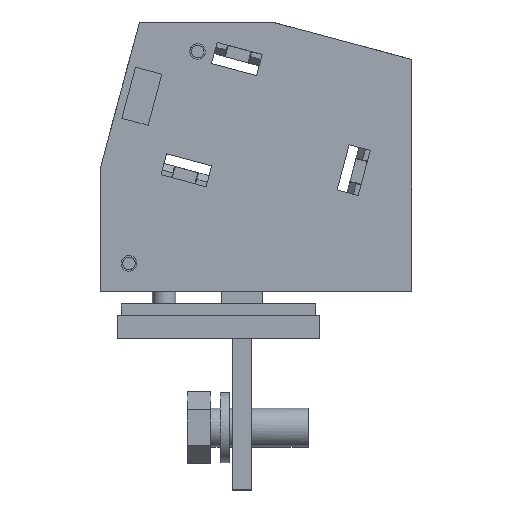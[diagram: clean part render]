
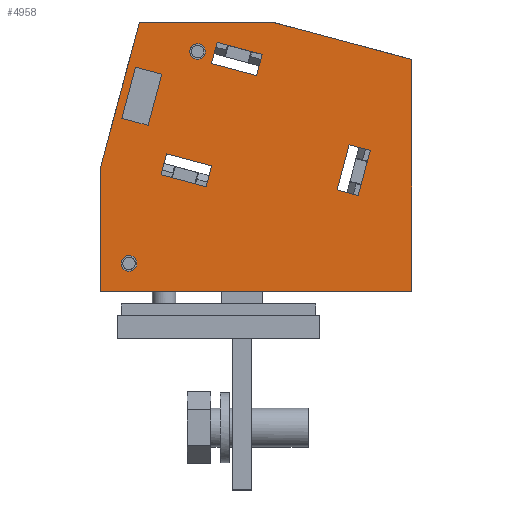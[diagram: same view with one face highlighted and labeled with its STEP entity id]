
A CAD part, left-side view. The second image highlights one B-rep face of the part: STEP entity #4958.
In plain terms, the highlighted planar face has unit normal (-1, 0, 0).
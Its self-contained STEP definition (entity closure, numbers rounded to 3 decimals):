
#4750=AXIS2_PLACEMENT_3D('Plane Axis2P3D',#4747,#4748,#4749) ;
#4924=AXIS2_PLACEMENT_3D('Circle Axis2P3D',#4922,#4923,$) ;
#4933=AXIS2_PLACEMENT_3D('Circle Axis2P3D',#4931,#4932,$) ;
#4942=AXIS2_PLACEMENT_3D('Circle Axis2P3D',#4940,#4941,$) ;
#4951=AXIS2_PLACEMENT_3D('Circle Axis2P3D',#4949,#4950,$) ;
#4032=CARTESIAN_POINT('Vertex',(3.6,0.,25.5)) ;
#4035=CARTESIAN_POINT('Line Origine',(3.6,20.,25.5)) ;
#4039=CARTESIAN_POINT('Vertex',(3.6,40.,25.5)) ;
#4731=CARTESIAN_POINT('Vertex',(3.6,0.,55.287)) ;
#4734=CARTESIAN_POINT('Line Origine',(3.6,0.,40.393)) ;
#4747=CARTESIAN_POINT('Axis2P3D Location',(3.6,21.8,25.5)) ;
#4752=CARTESIAN_POINT('Line Origine',(3.6,8.981,57.693)) ;
#4756=CARTESIAN_POINT('Vertex',(3.6,17.963,60.1)) ;
#4759=CARTESIAN_POINT('Line Origine',(3.6,26.463,60.1)) ;
#4763=CARTESIAN_POINT('Vertex',(3.6,34.963,60.1)) ;
#4766=CARTESIAN_POINT('Line Origine',(3.6,37.481,50.7)) ;
#4770=CARTESIAN_POINT('Vertex',(3.6,40.,41.3)) ;
#4773=CARTESIAN_POINT('Line Origine',(3.6,40.,33.4)) ;
#4786=CARTESIAN_POINT('Line Origine',(3.6,32.979,50.117)) ;
#4790=CARTESIAN_POINT('Vertex',(3.6,33.859,46.833)) ;
#4792=CARTESIAN_POINT('Vertex',(3.6,32.099,53.401)) ;
#4795=CARTESIAN_POINT('Line Origine',(3.6,35.549,47.286)) ;
#4799=CARTESIAN_POINT('Vertex',(3.6,37.24,47.739)) ;
#4802=CARTESIAN_POINT('Line Origine',(3.6,36.36,51.023)) ;
#4806=CARTESIAN_POINT('Vertex',(3.6,35.48,54.307)) ;
#4809=CARTESIAN_POINT('Line Origine',(3.6,33.789,53.854)) ;
#4820=CARTESIAN_POINT('Line Origine',(3.6,19.565,54.571)) ;
#4824=CARTESIAN_POINT('Vertex',(3.6,19.927,53.219)) ;
#4826=CARTESIAN_POINT('Vertex',(3.6,19.202,55.924)) ;
#4829=CARTESIAN_POINT('Line Origine',(3.6,22.825,53.995)) ;
#4833=CARTESIAN_POINT('Vertex',(3.6,25.722,54.772)) ;
#4836=CARTESIAN_POINT('Line Origine',(3.6,25.36,56.124)) ;
#4840=CARTESIAN_POINT('Vertex',(3.6,24.998,57.476)) ;
#4843=CARTESIAN_POINT('Line Origine',(3.6,22.1,56.7)) ;
#4854=CARTESIAN_POINT('Line Origine',(3.6,28.575,42.405)) ;
#4858=CARTESIAN_POINT('Vertex',(3.6,25.678,41.628)) ;
#4860=CARTESIAN_POINT('Vertex',(3.6,31.473,43.181)) ;
#4863=CARTESIAN_POINT('Line Origine',(3.6,26.04,40.276)) ;
#4867=CARTESIAN_POINT('Vertex',(3.6,26.402,38.924)) ;
#4870=CARTESIAN_POINT('Line Origine',(3.6,29.3,39.7)) ;
#4874=CARTESIAN_POINT('Vertex',(3.6,32.198,40.476)) ;
#4877=CARTESIAN_POINT('Line Origine',(3.6,31.835,41.829)) ;
#4888=CARTESIAN_POINT('Line Origine',(3.6,6.1,40.7)) ;
#4892=CARTESIAN_POINT('Vertex',(3.6,6.876,37.802)) ;
#4894=CARTESIAN_POINT('Vertex',(3.6,5.324,43.598)) ;
#4897=CARTESIAN_POINT('Line Origine',(3.6,8.229,38.165)) ;
#4901=CARTESIAN_POINT('Vertex',(3.6,9.581,38.527)) ;
#4904=CARTESIAN_POINT('Line Origine',(3.6,8.805,41.425)) ;
#4908=CARTESIAN_POINT('Vertex',(3.6,8.028,44.322)) ;
#4911=CARTESIAN_POINT('Line Origine',(3.6,6.676,43.96)) ;
#4922=CARTESIAN_POINT('Axis2P3D Location',(3.6,27.5,56.3)) ;
#4926=CARTESIAN_POINT('Vertex',(3.6,26.622,56.779)) ;
#4928=CARTESIAN_POINT('Vertex',(3.6,28.378,55.821)) ;
#4931=CARTESIAN_POINT('Axis2P3D Location',(3.6,27.5,56.3)) ;
#4940=CARTESIAN_POINT('Axis2P3D Location',(3.6,36.3,29.1)) ;
#4944=CARTESIAN_POINT('Vertex',(3.6,35.422,29.579)) ;
#4946=CARTESIAN_POINT('Vertex',(3.6,37.178,28.621)) ;
#4949=CARTESIAN_POINT('Axis2P3D Location',(3.6,36.3,29.1)) ;
#4036=DIRECTION('Vector Direction',(0.,1.,0.)) ;
#4735=DIRECTION('Vector Direction',(0.,0.,-1.)) ;
#4748=DIRECTION('Axis2P3D Direction',(1.,-0.,0.)) ;
#4749=DIRECTION('Axis2P3D XDirection',(0.,0.,-1.)) ;
#4753=DIRECTION('Vector Direction',(0.,-0.966,-0.259)) ;
#4760=DIRECTION('Vector Direction',(0.,-1.,0.)) ;
#4767=DIRECTION('Vector Direction',(0.,-0.259,0.966)) ;
#4774=DIRECTION('Vector Direction',(0.,0.,1.)) ;
#4787=DIRECTION('Vector Direction',(0.,0.259,-0.966)) ;
#4796=DIRECTION('Vector Direction',(0.,0.966,0.259)) ;
#4803=DIRECTION('Vector Direction',(0.,-0.259,0.966)) ;
#4810=DIRECTION('Vector Direction',(0.,-0.966,-0.259)) ;
#4821=DIRECTION('Vector Direction',(0.,0.259,-0.966)) ;
#4830=DIRECTION('Vector Direction',(0.,-0.966,-0.259)) ;
#4837=DIRECTION('Vector Direction',(0.,0.259,-0.966)) ;
#4844=DIRECTION('Vector Direction',(0.,-0.966,-0.259)) ;
#4855=DIRECTION('Vector Direction',(0.,-0.966,-0.259)) ;
#4864=DIRECTION('Vector Direction',(0.,-0.259,0.966)) ;
#4871=DIRECTION('Vector Direction',(0.,-0.966,-0.259)) ;
#4878=DIRECTION('Vector Direction',(0.,0.259,-0.966)) ;
#4889=DIRECTION('Vector Direction',(0.,0.259,-0.966)) ;
#4898=DIRECTION('Vector Direction',(0.,-0.966,-0.259)) ;
#4905=DIRECTION('Vector Direction',(0.,0.259,-0.966)) ;
#4912=DIRECTION('Vector Direction',(0.,-0.966,-0.259)) ;
#4923=DIRECTION('Axis2P3D Direction',(1.,-0.,0.)) ;
#4932=DIRECTION('Axis2P3D Direction',(1.,-0.,0.)) ;
#4941=DIRECTION('Axis2P3D Direction',(1.,-0.,0.)) ;
#4950=DIRECTION('Axis2P3D Direction',(1.,-0.,0.)) ;
#4037=VECTOR('Line Direction',#4036,1.) ;
#4736=VECTOR('Line Direction',#4735,1.) ;
#4754=VECTOR('Line Direction',#4753,1.) ;
#4761=VECTOR('Line Direction',#4760,1.) ;
#4768=VECTOR('Line Direction',#4767,1.) ;
#4775=VECTOR('Line Direction',#4774,1.) ;
#4788=VECTOR('Line Direction',#4787,1.) ;
#4797=VECTOR('Line Direction',#4796,1.) ;
#4804=VECTOR('Line Direction',#4803,1.) ;
#4811=VECTOR('Line Direction',#4810,1.) ;
#4822=VECTOR('Line Direction',#4821,1.) ;
#4831=VECTOR('Line Direction',#4830,1.) ;
#4838=VECTOR('Line Direction',#4837,1.) ;
#4845=VECTOR('Line Direction',#4844,1.) ;
#4856=VECTOR('Line Direction',#4855,1.) ;
#4865=VECTOR('Line Direction',#4864,1.) ;
#4872=VECTOR('Line Direction',#4871,1.) ;
#4879=VECTOR('Line Direction',#4878,1.) ;
#4890=VECTOR('Line Direction',#4889,1.) ;
#4899=VECTOR('Line Direction',#4898,1.) ;
#4906=VECTOR('Line Direction',#4905,1.) ;
#4913=VECTOR('Line Direction',#4912,1.) ;
#4779=ORIENTED_EDGE('',*,*,#4758,.F.) ;
#4780=ORIENTED_EDGE('',*,*,#4765,.F.) ;
#4781=ORIENTED_EDGE('',*,*,#4772,.F.) ;
#4782=ORIENTED_EDGE('',*,*,#4777,.F.) ;
#4783=ORIENTED_EDGE('',*,*,#4041,.F.) ;
#4784=ORIENTED_EDGE('',*,*,#4738,.F.) ;
#4815=ORIENTED_EDGE('',*,*,#4794,.F.) ;
#4816=ORIENTED_EDGE('',*,*,#4801,.F.) ;
#4817=ORIENTED_EDGE('',*,*,#4808,.F.) ;
#4818=ORIENTED_EDGE('',*,*,#4813,.F.) ;
#4849=ORIENTED_EDGE('',*,*,#4828,.F.) ;
#4850=ORIENTED_EDGE('',*,*,#4835,.F.) ;
#4851=ORIENTED_EDGE('',*,*,#4842,.F.) ;
#4852=ORIENTED_EDGE('',*,*,#4847,.F.) ;
#4883=ORIENTED_EDGE('',*,*,#4862,.F.) ;
#4884=ORIENTED_EDGE('',*,*,#4869,.F.) ;
#4885=ORIENTED_EDGE('',*,*,#4876,.F.) ;
#4886=ORIENTED_EDGE('',*,*,#4881,.F.) ;
#4917=ORIENTED_EDGE('',*,*,#4896,.F.) ;
#4918=ORIENTED_EDGE('',*,*,#4903,.F.) ;
#4919=ORIENTED_EDGE('',*,*,#4910,.F.) ;
#4920=ORIENTED_EDGE('',*,*,#4915,.F.) ;
#4937=ORIENTED_EDGE('',*,*,#4930,.F.) ;
#4938=ORIENTED_EDGE('',*,*,#4935,.F.) ;
#4955=ORIENTED_EDGE('',*,*,#4948,.F.) ;
#4956=ORIENTED_EDGE('',*,*,#4953,.F.) ;
#4819=FACE_BOUND('',#4814,.T.) ;
#4853=FACE_BOUND('',#4848,.T.) ;
#4887=FACE_BOUND('',#4882,.T.) ;
#4921=FACE_BOUND('',#4916,.T.) ;
#4939=FACE_BOUND('',#4936,.T.) ;
#4957=FACE_BOUND('',#4954,.T.) ;
#4958=ADVANCED_FACE('PRIMARY',(#4785,#4819,#4853,#4887,#4921,#4939,#4957),#4751,.F.) ;
#4925=CIRCLE('generated circle',#4924,1.) ;
#4934=CIRCLE('generated circle',#4933,1.) ;
#4943=CIRCLE('generated circle',#4942,1.) ;
#4952=CIRCLE('generated circle',#4951,1.) ;
#4041=EDGE_CURVE('',#4033,#4040,#4038,.T.) ;
#4738=EDGE_CURVE('',#4732,#4033,#4737,.T.) ;
#4758=EDGE_CURVE('',#4757,#4732,#4755,.T.) ;
#4765=EDGE_CURVE('',#4764,#4757,#4762,.T.) ;
#4772=EDGE_CURVE('',#4771,#4764,#4769,.T.) ;
#4777=EDGE_CURVE('',#4040,#4771,#4776,.T.) ;
#4794=EDGE_CURVE('',#4791,#4793,#4789,.F.) ;
#4801=EDGE_CURVE('',#4800,#4791,#4798,.F.) ;
#4808=EDGE_CURVE('',#4807,#4800,#4805,.F.) ;
#4813=EDGE_CURVE('',#4793,#4807,#4812,.F.) ;
#4828=EDGE_CURVE('',#4825,#4827,#4823,.F.) ;
#4835=EDGE_CURVE('',#4834,#4825,#4832,.T.) ;
#4842=EDGE_CURVE('',#4841,#4834,#4839,.T.) ;
#4847=EDGE_CURVE('',#4827,#4841,#4846,.F.) ;
#4862=EDGE_CURVE('',#4859,#4861,#4857,.F.) ;
#4869=EDGE_CURVE('',#4868,#4859,#4866,.T.) ;
#4876=EDGE_CURVE('',#4875,#4868,#4873,.T.) ;
#4881=EDGE_CURVE('',#4861,#4875,#4880,.T.) ;
#4896=EDGE_CURVE('',#4893,#4895,#4891,.F.) ;
#4903=EDGE_CURVE('',#4902,#4893,#4900,.T.) ;
#4910=EDGE_CURVE('',#4909,#4902,#4907,.T.) ;
#4915=EDGE_CURVE('',#4895,#4909,#4914,.F.) ;
#4930=EDGE_CURVE('',#4927,#4929,#4925,.F.) ;
#4935=EDGE_CURVE('',#4929,#4927,#4934,.F.) ;
#4948=EDGE_CURVE('',#4945,#4947,#4943,.F.) ;
#4953=EDGE_CURVE('',#4947,#4945,#4952,.F.) ;
#4778=EDGE_LOOP('',(#4779,#4780,#4781,#4782,#4783,#4784)) ;
#4814=EDGE_LOOP('',(#4815,#4816,#4817,#4818)) ;
#4848=EDGE_LOOP('',(#4849,#4850,#4851,#4852)) ;
#4882=EDGE_LOOP('',(#4883,#4884,#4885,#4886)) ;
#4916=EDGE_LOOP('',(#4917,#4918,#4919,#4920)) ;
#4936=EDGE_LOOP('',(#4937,#4938)) ;
#4954=EDGE_LOOP('',(#4955,#4956)) ;
#4785=FACE_OUTER_BOUND('',#4778,.T.) ;
#4038=LINE('Line',#4035,#4037) ;
#4737=LINE('Line',#4734,#4736) ;
#4755=LINE('Line',#4752,#4754) ;
#4762=LINE('Line',#4759,#4761) ;
#4769=LINE('Line',#4766,#4768) ;
#4776=LINE('Line',#4773,#4775) ;
#4789=LINE('Line',#4786,#4788) ;
#4798=LINE('Line',#4795,#4797) ;
#4805=LINE('Line',#4802,#4804) ;
#4812=LINE('Line',#4809,#4811) ;
#4823=LINE('Line',#4820,#4822) ;
#4832=LINE('Line',#4829,#4831) ;
#4839=LINE('Line',#4836,#4838) ;
#4846=LINE('Line',#4843,#4845) ;
#4857=LINE('Line',#4854,#4856) ;
#4866=LINE('Line',#4863,#4865) ;
#4873=LINE('Line',#4870,#4872) ;
#4880=LINE('Line',#4877,#4879) ;
#4891=LINE('Line',#4888,#4890) ;
#4900=LINE('Line',#4897,#4899) ;
#4907=LINE('Line',#4904,#4906) ;
#4914=LINE('Line',#4911,#4913) ;
#4751=PLANE('',#4750) ;
#4033=VERTEX_POINT('',#4032) ;
#4040=VERTEX_POINT('',#4039) ;
#4732=VERTEX_POINT('',#4731) ;
#4757=VERTEX_POINT('',#4756) ;
#4764=VERTEX_POINT('',#4763) ;
#4771=VERTEX_POINT('',#4770) ;
#4791=VERTEX_POINT('',#4790) ;
#4793=VERTEX_POINT('',#4792) ;
#4800=VERTEX_POINT('',#4799) ;
#4807=VERTEX_POINT('',#4806) ;
#4825=VERTEX_POINT('',#4824) ;
#4827=VERTEX_POINT('',#4826) ;
#4834=VERTEX_POINT('',#4833) ;
#4841=VERTEX_POINT('',#4840) ;
#4859=VERTEX_POINT('',#4858) ;
#4861=VERTEX_POINT('',#4860) ;
#4868=VERTEX_POINT('',#4867) ;
#4875=VERTEX_POINT('',#4874) ;
#4893=VERTEX_POINT('',#4892) ;
#4895=VERTEX_POINT('',#4894) ;
#4902=VERTEX_POINT('',#4901) ;
#4909=VERTEX_POINT('',#4908) ;
#4927=VERTEX_POINT('',#4926) ;
#4929=VERTEX_POINT('',#4928) ;
#4945=VERTEX_POINT('',#4944) ;
#4947=VERTEX_POINT('',#4946) ;
